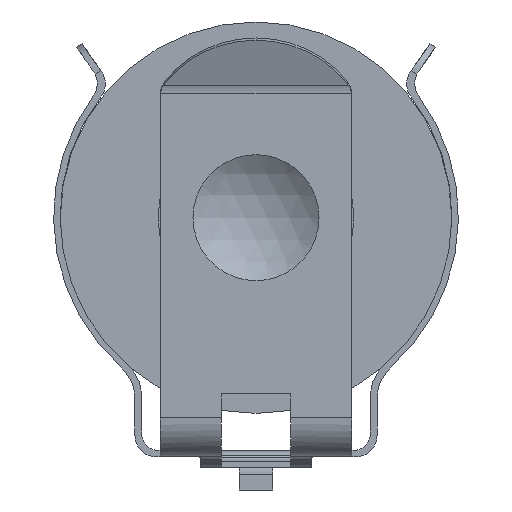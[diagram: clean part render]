
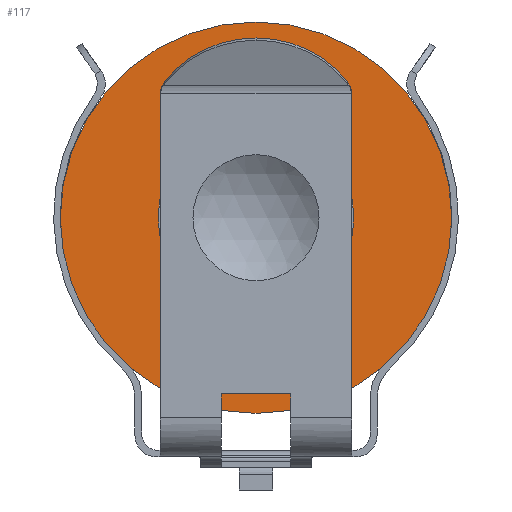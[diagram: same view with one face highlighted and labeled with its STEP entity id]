
A CAD part, front view. The second image highlights one B-rep face of the part: STEP entity #117.
In plain terms, the highlighted planar face has unit normal (0, -1, 0).
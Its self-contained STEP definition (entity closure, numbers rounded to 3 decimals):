
#32=CARTESIAN_POINT('',(0.,0.,2.5));
#33=VERTEX_POINT('',#32);
#50=CARTESIAN_POINT('',(0.,0.,11.5));
#51=DIRECTION('',(0.,-1.,0.));
#52=DIRECTION('',(0.,0.,-1.));
#53=AXIS2_PLACEMENT_3D('',#50,#51,#52);
#54=CIRCLE('',#53,9.);
#55=EDGE_CURVE('',#33,#33,#54,.T.);
#89=CARTESIAN_POINT('',(-30.,0.,0.));
#90=DIRECTION('',(0.,-1.,0.));
#91=DIRECTION('',(1.,0.,0.));
#92=AXIS2_PLACEMENT_3D('',#89,#90,#91);
#93=PLANE('',#92);
#94=CARTESIAN_POINT('',(0.,0.,16.));
#95=VERTEX_POINT('',#94);
#96=CARTESIAN_POINT('',(0.,0.,7.));
#97=VERTEX_POINT('',#96);
#98=CARTESIAN_POINT('',(0.,0.,11.5));
#99=DIRECTION('',(0.,-1.,0.));
#100=DIRECTION('',(0.,0.,-1.));
#101=AXIS2_PLACEMENT_3D('',#98,#99,#100);
#102=CIRCLE('',#101,4.5);
#103=EDGE_CURVE('',#95,#97,#102,.T.);
#104=ORIENTED_EDGE('',*,*,#103,.F.);
#105=CARTESIAN_POINT('',(0.,0.,11.5));
#106=DIRECTION('',(0.,-1.,0.));
#107=DIRECTION('',(0.,0.,-1.));
#108=AXIS2_PLACEMENT_3D('',#105,#106,#107);
#109=CIRCLE('',#108,4.5);
#110=EDGE_CURVE('',#97,#95,#109,.T.);
#111=ORIENTED_EDGE('',*,*,#110,.F.);
#112=EDGE_LOOP('',(#104,#111));
#113=FACE_BOUND('',#112,.T.);
#114=ORIENTED_EDGE('',*,*,#55,.T.);
#115=EDGE_LOOP('',(#114));
#116=FACE_BOUND('',#115,.T.);
#117=ADVANCED_FACE('',(#113,#116),#93,.T.);
